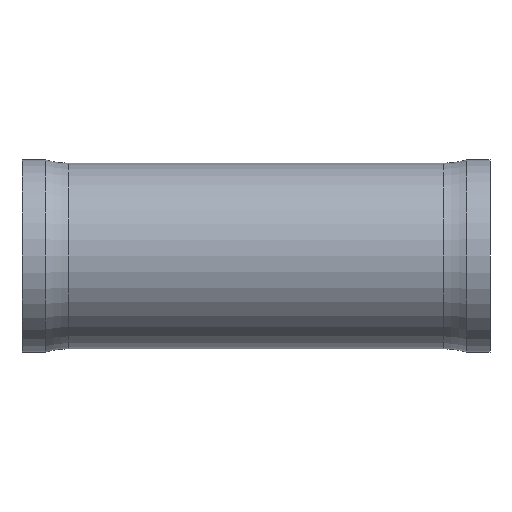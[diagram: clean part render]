
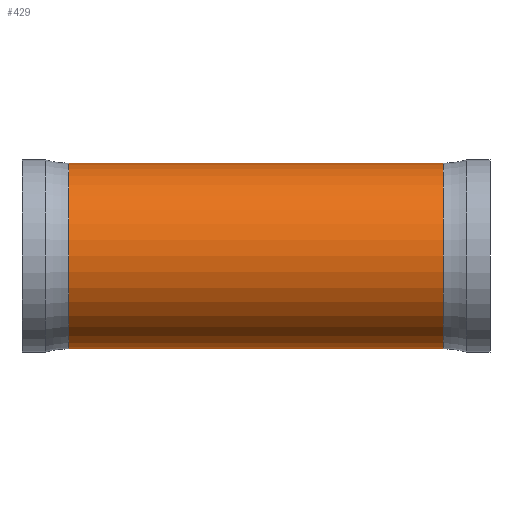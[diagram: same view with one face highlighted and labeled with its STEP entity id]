
A CAD part, front view. The second image highlights one B-rep face of the part: STEP entity #429.
In plain terms, the highlighted cylindrical face has radius 19.837 mm (diameter 39.675 mm), a partial arc.
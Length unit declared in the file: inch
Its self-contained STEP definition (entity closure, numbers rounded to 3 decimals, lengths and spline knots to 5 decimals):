
#36 = CARTESIAN_POINT ( 'NONE',  ( 3.54572, 0., 0.781 ) ) ;
#50 = DIRECTION ( 'NONE',  ( -1., 0., 0. ) ) ;
#71 = VERTEX_POINT ( 'NONE', #96 ) ;
#89 = DIRECTION ( 'NONE',  ( -1., 0., 0. ) ) ;
#96 = CARTESIAN_POINT ( 'NONE',  ( 0.39128, 0., -0.781 ) ) ;
#97 = LINE ( 'NONE', #282, #559 ) ;
#98 = ORIENTED_EDGE ( 'NONE', *, *, #597, .T. ) ;
#99 = CARTESIAN_POINT ( 'NONE',  ( 0.39128, 0., 0. ) ) ;
#115 = CARTESIAN_POINT ( 'NONE',  ( -0.21142, 0., 0. ) ) ;
#127 = CIRCLE ( 'NONE', #345, 0.781 ) ;
#158 = ORIENTED_EDGE ( 'NONE', *, *, #300, .F. ) ;
#198 = CARTESIAN_POINT ( 'NONE',  ( 3.54572, 0., -0.781 ) ) ;
#205 = CARTESIAN_POINT ( 'NONE',  ( 3.54572, 0., 0. ) ) ;
#229 = VERTEX_POINT ( 'NONE', #343 ) ;
#239 = DIRECTION ( 'NONE',  ( -1., 0., 0. ) ) ;
#252 = DIRECTION ( 'NONE',  ( 0., 0., 1. ) ) ;
#278 = AXIS2_PLACEMENT_3D ( 'NONE', #205, #595, #344 ) ;
#282 = CARTESIAN_POINT ( 'NONE',  ( -0.21142, 0., -0.781 ) ) ;
#300 = EDGE_CURVE ( 'NONE', #71, #229, #127, .T. ) ;
#320 = VERTEX_POINT ( 'NONE', #198 ) ;
#327 = EDGE_CURVE ( 'NONE', #320, #71, #97, .T. ) ;
#331 = VECTOR ( 'NONE', #89, 39.37008 ) ;
#343 = CARTESIAN_POINT ( 'NONE',  ( 0.39128, 0., 0.781 ) ) ;
#344 = DIRECTION ( 'NONE',  ( 0., 0., 1. ) ) ;
#345 = AXIS2_PLACEMENT_3D ( 'NONE', #99, #50, #631 ) ;
#355 = EDGE_LOOP ( 'NONE', ( #523, #566, #98, #158 ) ) ;
#362 = CARTESIAN_POINT ( 'NONE',  ( -0.21142, 0., 0.781 ) ) ;
#396 = FACE_OUTER_BOUND ( 'NONE', #355, .T. ) ;
#415 = EDGE_CURVE ( 'NONE', #320, #547, #557, .T. ) ;
#429 = ADVANCED_FACE ( 'NONE', ( #396 ), #599, .T. ) ;
#450 = AXIS2_PLACEMENT_3D ( 'NONE', #115, #497, #252 ) ;
#497 = DIRECTION ( 'NONE',  ( -1., 0., 0. ) ) ;
#523 = ORIENTED_EDGE ( 'NONE', *, *, #327, .F. ) ;
#547 = VERTEX_POINT ( 'NONE', #36 ) ;
#557 = CIRCLE ( 'NONE', #278, 0.781 ) ;
#559 = VECTOR ( 'NONE', #239, 39.37008 ) ;
#566 = ORIENTED_EDGE ( 'NONE', *, *, #415, .T. ) ;
#595 = DIRECTION ( 'NONE',  ( -1., 0., 0. ) ) ;
#597 = EDGE_CURVE ( 'NONE', #547, #229, #613, .T. ) ;
#599 = CYLINDRICAL_SURFACE ( 'NONE', #450, 0.781 ) ;
#613 = LINE ( 'NONE', #362, #331 ) ;
#631 = DIRECTION ( 'NONE',  ( 0., 0., 1. ) ) ;
